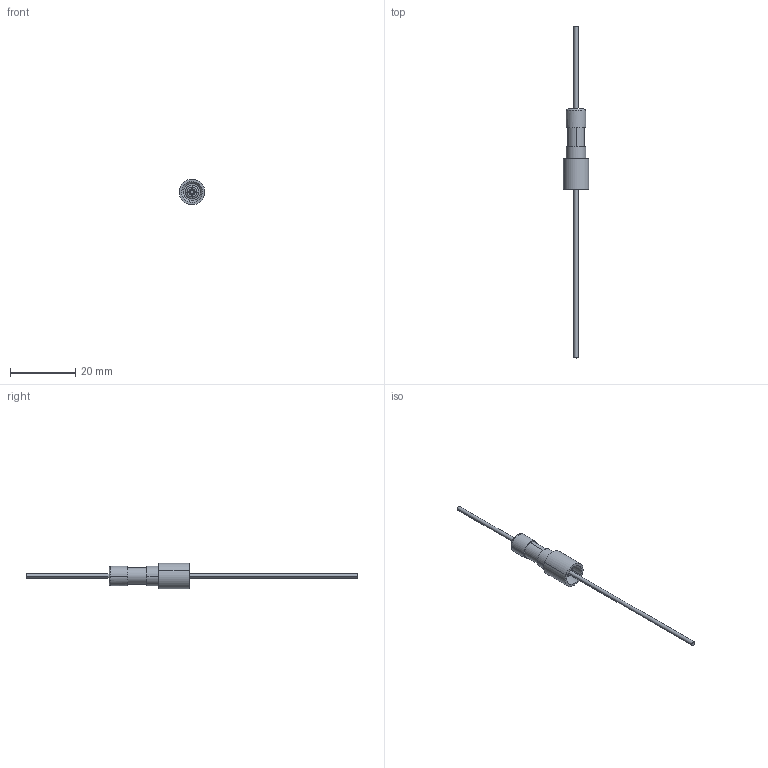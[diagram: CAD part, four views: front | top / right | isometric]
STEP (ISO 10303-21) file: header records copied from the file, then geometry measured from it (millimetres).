
FILE_DESCRIPTION (( 'STEP AP203' ), '1' );
FILE_NAME ('A0098-2-W.STEP', '2021-06-09T15:47:15', ( '' ), ( '' ), 'SwSTEP 2.0', 'SolidWorks 2021', '' );
FILE_SCHEMA (( 'CONFIG_CONTROL_DESIGN' ));
Length unit declared in the file: inch
Products named in the file (1): A0098-2-W
Bounding box: 7.84 x 101.6 x 7.84 mm (x, y, z)
Volume: 782.9 mm3; surface area: 1139.9 mm2
Topology: 1 solids, 1 shells, 36 faces, 72 edges, 46 vertices
Faces by surface type: cylinder 20, plane 10, torus 4, cone 2
Entity records: 1037 total; most frequent: DIRECTION 196, CARTESIAN_POINT 155, ORIENTED_EDGE 144, AXIS2_PLACEMENT_3D 87, EDGE_CURVE 72, CIRCLE 50, VERTEX_POINT 46, EDGE_LOOP 44
